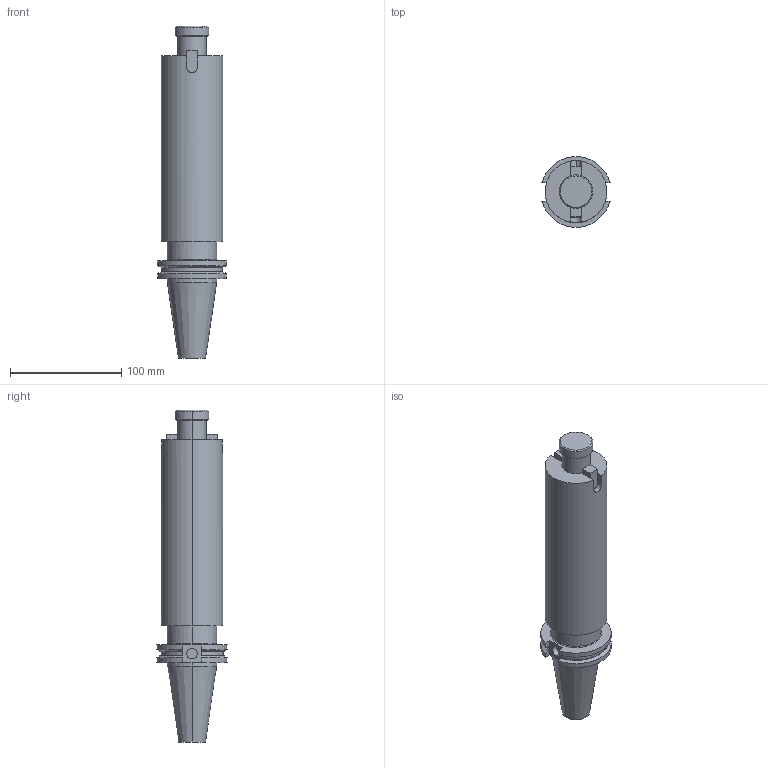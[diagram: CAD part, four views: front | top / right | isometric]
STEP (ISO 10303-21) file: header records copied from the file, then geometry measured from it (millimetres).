
FILE_DESCRIPTION (( 'STEP AP203' ), '1' );
FILE_NAME ('STP-SATE-22713-8.STEP', '2020-07-03T03:05:40', ( '' ), ( '' ), 'SwSTEP 2.0', 'SolidWorks 2017', '' );
FILE_SCHEMA (( 'CONFIG_CONTROL_DESIGN' ));
Length unit declared in the file: millimetre
Products named in the file (1): STP-SATE-22713-8
Bounding box: 61.35 x 63.26 x 298.3 mm (x, y, z)
Volume: 553710.1 mm3; surface area: 58281 mm2
Topology: 4 solids, 4 shells, 82 faces, 193 edges, 124 vertices
Faces by surface type: plane 37, cylinder 30, cone 12, torus 2, bspline 1
Entity records: 2532 total; most frequent: CARTESIAN_POINT 540, DIRECTION 416, ORIENTED_EDGE 382, EDGE_CURVE 191, AXIS2_PLACEMENT_3D 156, VERTEX_POINT 124, VECTOR 104, LINE 104
